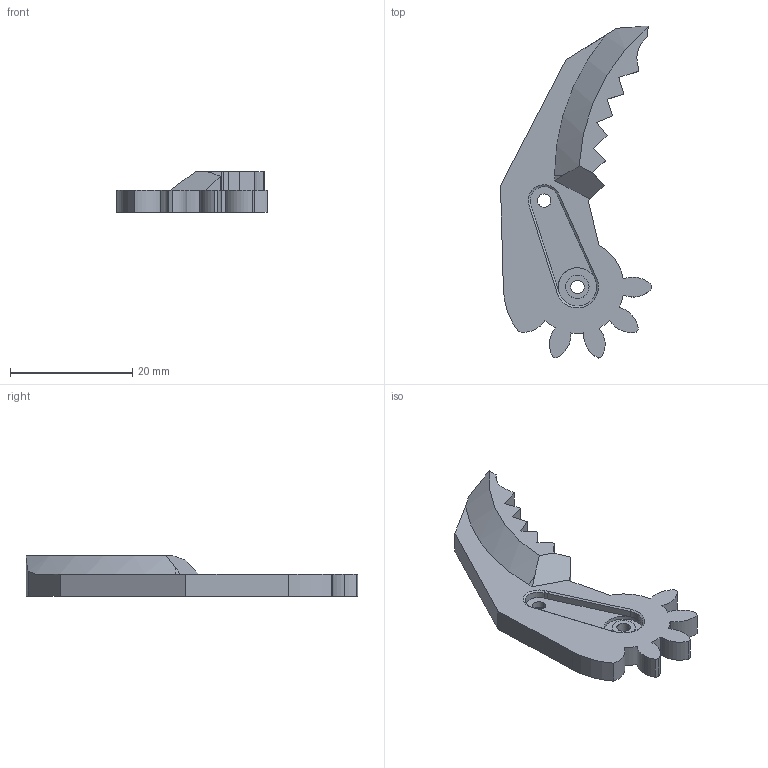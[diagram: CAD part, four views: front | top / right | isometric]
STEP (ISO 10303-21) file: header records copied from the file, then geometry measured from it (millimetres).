
FILE_DESCRIPTION (( 'STEP AP214' ), '1' );
FILE_NAME ('Micro Gripper Left Arm (3D).STEP', '2021-06-04T10:53:15', ( '' ), ( '' ), 'SwSTEP 2.0', 'SolidWorks 2016', '' );
FILE_SCHEMA (( 'AUTOMOTIVE_DESIGN' ));
Length unit declared in the file: millimetre
Products named in the file (2): Micro Gripper Left Arm (3D)
Bounding box: 24.66 x 54.21 x 6.6 mm (x, y, z)
Volume: 2898.3 mm3; surface area: 2372.2 mm2
Topology: 1 solids, 1 shells, 85 faces, 224 edges, 144 vertices
Faces by surface type: plane 43, cylinder 35, cone 7
Entity records: 2694 total; most frequent: CARTESIAN_POINT 476, DIRECTION 471, ORIENTED_EDGE 448, EDGE_CURVE 224, AXIS2_PLACEMENT_3D 167, VERTEX_POINT 144, VECTOR 137, LINE 137
